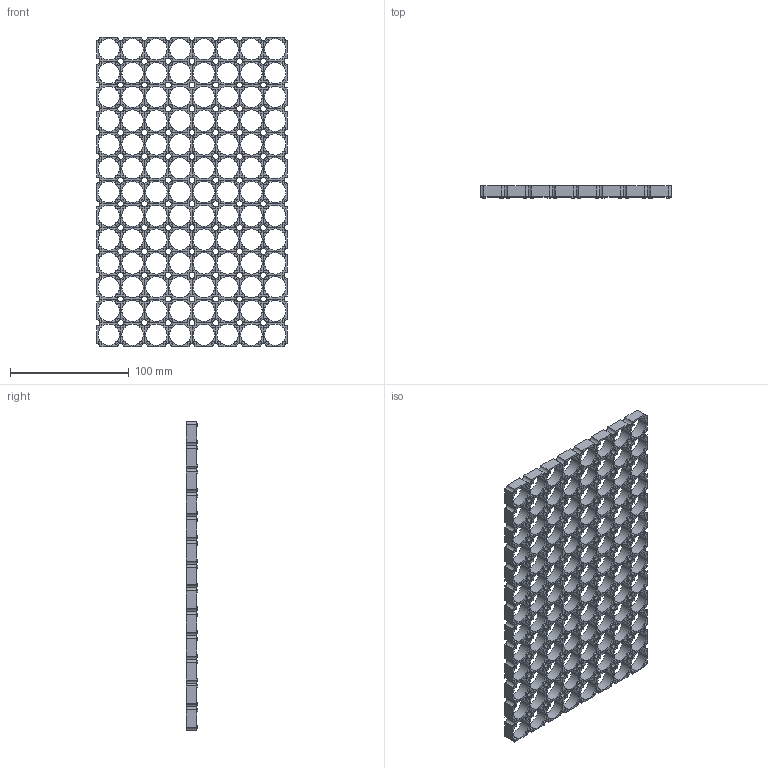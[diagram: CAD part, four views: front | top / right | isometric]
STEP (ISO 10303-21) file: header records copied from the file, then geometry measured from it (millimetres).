
FILE_DESCRIPTION((''),'2;1');
FILE_NAME('HOLDER_ASM','2023-11-04T11:50:01',('Pradeep'),(''),'CREO PARAMETRIC BY PTC INC, 2020281','CREO PARAMETRIC BY PTC INC, 2020281','');
FILE_SCHEMA(('CONFIG_CONTROL_DESIGN'));
Length unit declared in the file: millimetre
Products named in the file (2): 18650; HOLDER_ASM
Assembly tree (104 placements, depth 2):
  HOLDER_ASM
    18650  x104
Bounding box: 160 x 10 x 260 mm (x, y, z)
Volume: 119640.8 mm3; surface area: 153885.9 mm2
Topology: 104 solids, 104 shells, 4576 faces, 12272 edges, 7904 vertices
Faces by surface type: plane 2704, cylinder 1872
Entity records: 2277 total; most frequent: DIRECTION 462, CARTESIAN_POINT 344, ORIENTED_EDGE 236, AXIS2_PLACEMENT_3D 194, EDGE_CURVE 118, PRODUCT_DEFINITION_SHAPE 106, ITEM_DEFINED_TRANSFORMATION 104, CONTEXT_DEPENDENT_SHAPE_REPRESENTATION 104
